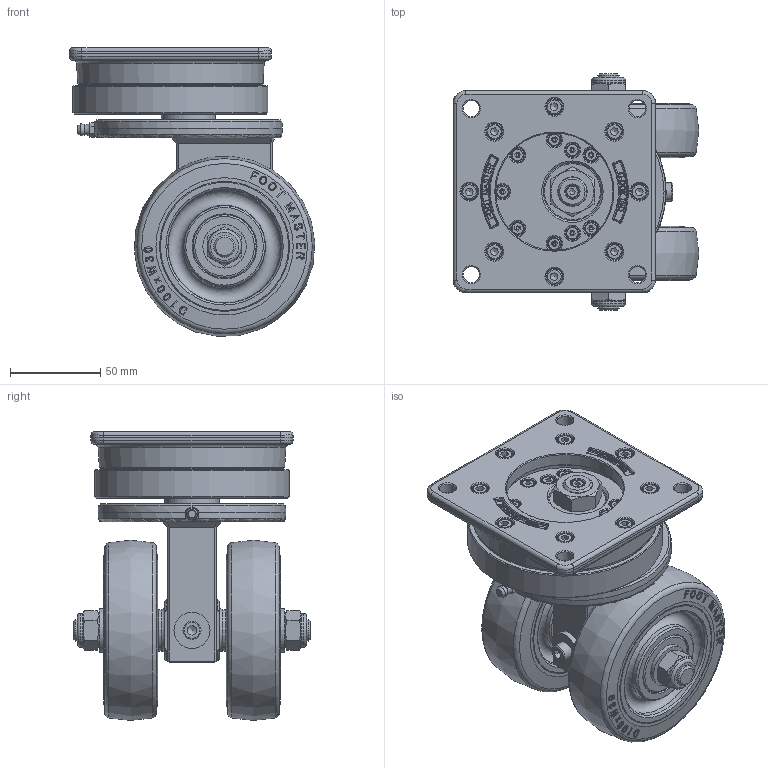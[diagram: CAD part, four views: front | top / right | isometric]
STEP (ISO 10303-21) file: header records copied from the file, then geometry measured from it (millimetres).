
FILE_DESCRIPTION(/* description */ (''),/* implementation_level */ '2;1');
FILE_NAME(/* name */ 'GAATD-100-ASF-HUD.stp',/* time_stamp */ '2024-05-20T15:33:18+09:00',/* author */ ('admin'),/* organization */ (''),/* preprocessor_version */ 'ST-DEVELOPER v18.1',/* originating_system */ 'Autodesk Inventor 2021',/* authorisation */ '');
FILE_SCHEMA (('AUTOMOTIVE_DESIGN { 1 0 10303 214 3 1 1 }'));
Products named in the file (1): GAATD-100-ASF-HUD_Shrinkwrap_1
Bounding box: 135.96 x 131 x 159.84 mm (x, y, z)
Volume: 928452 mm3; surface area: 145935.9 mm2
Topology: 1 solids, 6 shells, 1576 faces, 4162 edges, 2760 vertices
Faces by surface type: plane 754, bspline 417, cone 192, cylinder 135, torus 67, sphere 11
Full cylindrical faces by diameter (mm): 7 x10, 7.5 x1, 8 x9, 8.5 x8, 9 x4, 9.5 x8, 10 x2, 12 x4, 12.2 x2, 16 x2, 16.2 x1, 17 x2, 18.5 x2, 20 x2, 23 x2, 24 x2, 30 x1, 31 x1, 32 x1, 33 x2, 35 x6, 65 x1, 71 x1, 72 x4, 73 x1, 101 x1, 101.2 x1, 108 x1
Entity records: 55751 total; most frequent: CARTESIAN_POINT 19475, ORIENTED_EDGE 8298, DIRECTION 5633, EDGE_CURVE 4149, VERTEX_POINT 2760, AXIS2_PLACEMENT_3D 1944, EDGE_LOOP 1775, LINE 1745
